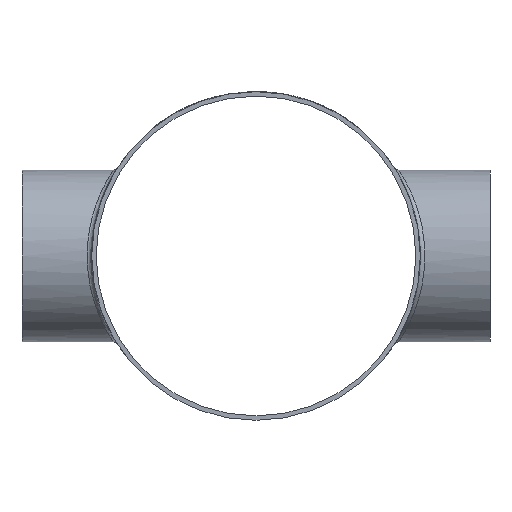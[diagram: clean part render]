
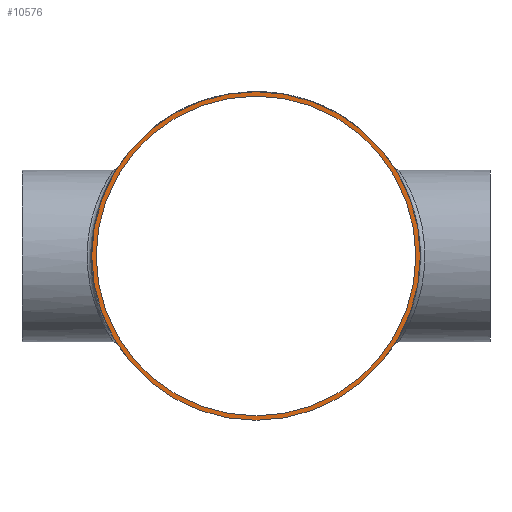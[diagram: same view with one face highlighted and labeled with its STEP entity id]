
A CAD part, left-side view. The second image highlights one B-rep face of the part: STEP entity #10576.
In plain terms, the highlighted planar face has unit normal (-1, 0, 0).
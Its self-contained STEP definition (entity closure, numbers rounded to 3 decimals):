
#245 = ORIENTED_EDGE ( 'NONE', *, *, #27612, .T. ) ;
#520 = VERTEX_POINT ( 'NONE', #9736 ) ;
#1401 = FACE_OUTER_BOUND ( 'NONE', #26455, .T. ) ;
#2837 = CARTESIAN_POINT ( 'NONE',  ( -178., 0., 0. ) ) ;
#2859 = CIRCLE ( 'NONE', #26950, 109.55 ) ;
#9736 = CARTESIAN_POINT ( 'NONE',  ( -178., 0., 106.55 ) ) ;
#9780 = DIRECTION ( 'NONE',  ( -1., 0., 0. ) ) ;
#10172 = DIRECTION ( 'NONE',  ( 0., 0., 1. ) ) ;
#10575 = CARTESIAN_POINT ( 'NONE',  ( -178., 0., 0. ) ) ;
#10576 = ADVANCED_FACE ( 'NONE', ( #14694, #1401 ), #19822, .T. ) ;
#11995 = AXIS2_PLACEMENT_3D ( 'NONE', #12430, #16976, #10172 ) ;
#12430 = CARTESIAN_POINT ( 'NONE',  ( -178., 0., 0. ) ) ;
#13333 = CIRCLE ( 'NONE', #21077, 106.55 ) ;
#14694 = FACE_BOUND ( 'NONE', #18789, .T. ) ;
#16685 = VERTEX_POINT ( 'NONE', #25876 ) ;
#16976 = DIRECTION ( 'NONE',  ( -1., 0., 0. ) ) ;
#17062 = DIRECTION ( 'NONE',  ( -1., 0., 0. ) ) ;
#17508 = DIRECTION ( 'NONE',  ( 0., 0., 1. ) ) ;
#18789 = EDGE_LOOP ( 'NONE', ( #26690 ) ) ;
#19822 = PLANE ( 'NONE',  #11995 ) ;
#20813 = DIRECTION ( 'NONE',  ( 0., 0., 1. ) ) ;
#21077 = AXIS2_PLACEMENT_3D ( 'NONE', #2837, #9780, #20813 ) ;
#23373 = EDGE_CURVE ( 'NONE', #520, #520, #13333, .T. ) ;
#25876 = CARTESIAN_POINT ( 'NONE',  ( -178., 0., 109.55 ) ) ;
#26455 = EDGE_LOOP ( 'NONE', ( #245 ) ) ;
#26690 = ORIENTED_EDGE ( 'NONE', *, *, #23373, .F. ) ;
#26950 = AXIS2_PLACEMENT_3D ( 'NONE', #10575, #17062, #17508 ) ;
#27612 = EDGE_CURVE ( 'NONE', #16685, #16685, #2859, .T. ) ;
